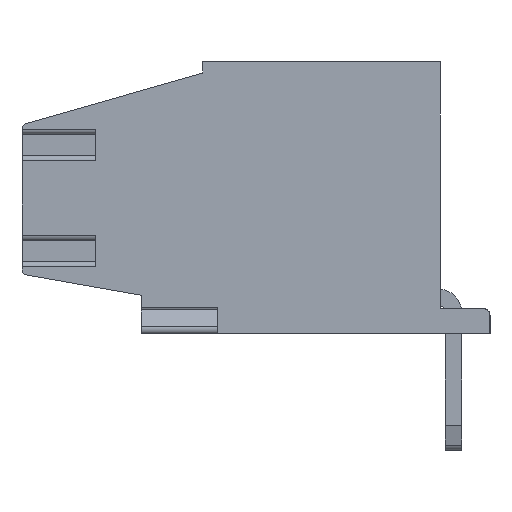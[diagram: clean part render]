
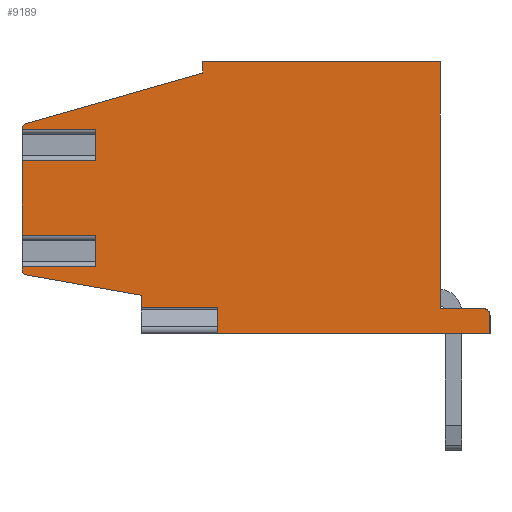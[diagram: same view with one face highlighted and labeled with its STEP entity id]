
A CAD part, left-side view. The second image highlights one B-rep face of the part: STEP entity #9189.
In plain terms, the highlighted planar face has unit normal (-1, 0, 0).
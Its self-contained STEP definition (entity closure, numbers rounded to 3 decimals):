
#2=DIRECTION('',(0.,0.,1.));
#3=VECTOR('',#2,0.8);
#4=CARTESIAN_POINT('',(-10.5,6.7,-8.2));
#5=LINE('',#4,#3);
#6=DIRECTION('',(0.,1.,0.));
#7=VECTOR('',#6,2.3);
#8=CARTESIAN_POINT('',(-10.5,6.7,-7.4));
#9=LINE('',#8,#7);
#10=DIRECTION('',(0.,0.,1.));
#11=VECTOR('',#10,0.365);
#12=CARTESIAN_POINT('',(-10.5,9.,-7.4));
#13=LINE('',#12,#11);
#14=DIRECTION('',(0.,0.985,0.174));
#15=VECTOR('',#14,3.53);
#16=CARTESIAN_POINT('',(-10.5,9.,-7.035));
#17=LINE('',#16,#15);
#18=CARTESIAN_POINT('',(-10.5,12.45,-6.274));
#19=DIRECTION('',(-1.,0.,0.));
#20=DIRECTION('',(0.,1.,0.));
#21=AXIS2_PLACEMENT_3D('',#18,#19,#20);
#23=DIRECTION('',(0.,0.,1.));
#24=VECTOR('',#23,0.103);
#25=CARTESIAN_POINT('',(-10.5,12.6,-6.274));
#26=LINE('',#25,#24);
#27=DIRECTION('',(0.,1.,0.));
#28=VECTOR('',#27,2.2);
#29=CARTESIAN_POINT('',(-10.5,10.4,-6.171));
#30=LINE('',#29,#28);
#31=DIRECTION('',(0.,0.,1.));
#32=VECTOR('',#31,0.942);
#33=CARTESIAN_POINT('',(-10.5,10.4,-6.171));
#34=LINE('',#33,#32);
#35=DIRECTION('',(0.,1.,0.));
#36=VECTOR('',#35,2.2);
#37=CARTESIAN_POINT('',(-10.5,10.4,-5.229));
#38=LINE('',#37,#36);
#39=DIRECTION('',(0.,0.,1.));
#40=VECTOR('',#39,2.258);
#41=CARTESIAN_POINT('',(-10.5,12.6,-5.229));
#42=LINE('',#41,#40);
#43=DIRECTION('',(0.,1.,0.));
#44=VECTOR('',#43,2.2);
#45=CARTESIAN_POINT('',(-10.5,10.4,-2.971));
#46=LINE('',#45,#44);
#47=DIRECTION('',(0.,0.,1.));
#48=VECTOR('',#47,0.942);
#49=CARTESIAN_POINT('',(-10.5,10.4,-2.971));
#50=LINE('',#49,#48);
#51=DIRECTION('',(0.,1.,0.));
#52=VECTOR('',#51,2.2);
#53=CARTESIAN_POINT('',(-10.5,10.4,-2.029));
#54=LINE('',#53,#52);
#55=DIRECTION('',(0.,0.,1.));
#56=VECTOR('',#55,0.016);
#57=CARTESIAN_POINT('',(-10.5,12.6,-2.029));
#58=LINE('',#57,#56);
#59=CARTESIAN_POINT('',(-10.5,12.45,-2.013));
#60=DIRECTION('',(1.,0.,0.));
#61=DIRECTION('',(0.,1.,0.));
#62=AXIS2_PLACEMENT_3D('',#59,#60,#61);
#64=DIRECTION('',(0.,-0.961,0.276));
#65=VECTOR('',#64,5.557);
#66=CARTESIAN_POINT('',(-10.5,12.491,-1.869));
#67=LINE('',#66,#65);
#68=DIRECTION('',(0.,0.,1.));
#69=VECTOR('',#68,0.337);
#70=CARTESIAN_POINT('',(-10.5,7.15,-0.337));
#71=LINE('',#70,#69);
#72=DIRECTION('',(0.,-1.,0.));
#73=VECTOR('',#72,7.15);
#74=CARTESIAN_POINT('',(-10.5,7.15,0.));
#75=LINE('',#74,#73);
#76=DIRECTION('',(0.,0.,-1.));
#77=VECTOR('',#76,7.436);
#78=CARTESIAN_POINT('',(-10.5,0.,0.));
#79=LINE('',#78,#77);
#80=DIRECTION('',(0.,-1.,0.));
#81=VECTOR('',#80,1.3);
#82=CARTESIAN_POINT('',(-10.5,0.,-7.436));
#83=LINE('',#82,#81);
#84=CARTESIAN_POINT('',(-10.5,-1.3,-7.636));
#85=DIRECTION('',(-1.,0.,0.));
#86=DIRECTION('',(0.,-1.,0.));
#87=AXIS2_PLACEMENT_3D('',#84,#85,#86);
#89=DIRECTION('',(0.,0.,-1.));
#90=VECTOR('',#89,0.564);
#91=CARTESIAN_POINT('',(-10.5,-1.5,-7.636));
#92=LINE('',#91,#90);
#93=DIRECTION('',(0.,1.,0.));
#94=VECTOR('',#93,8.2);
#95=CARTESIAN_POINT('',(-10.5,-1.5,-8.2));
#96=LINE('',#95,#94);
#7959=CARTESIAN_POINT('',(-10.5,12.6,-2.013));
#7960=CARTESIAN_POINT('',(-10.5,12.491,-1.869));
#7961=VERTEX_POINT('',#7959);
#7962=VERTEX_POINT('',#7960);
#7963=CARTESIAN_POINT('',(-10.5,7.15,-0.337));
#7964=VERTEX_POINT('',#7963);
#7965=CARTESIAN_POINT('',(-10.5,7.15,0.));
#7966=VERTEX_POINT('',#7965);
#7967=CARTESIAN_POINT('',(-10.5,0.,0.));
#7968=CARTESIAN_POINT('',(-10.5,0.,-7.436));
#7969=VERTEX_POINT('',#7967);
#7970=VERTEX_POINT('',#7968);
#7983=CARTESIAN_POINT('',(-10.5,9.,-7.035));
#7985=VERTEX_POINT('',#7983);
#8060=CARTESIAN_POINT('',(-10.5,6.7,-8.2));
#8062=VERTEX_POINT('',#8060);
#8104=CARTESIAN_POINT('',(-10.5,10.4,-6.171));
#8105=CARTESIAN_POINT('',(-10.5,10.4,-5.229));
#8106=VERTEX_POINT('',#8104);
#8107=VERTEX_POINT('',#8105);
#8108=CARTESIAN_POINT('',(-10.5,10.4,-2.971));
#8109=CARTESIAN_POINT('',(-10.5,10.4,-2.029));
#8110=VERTEX_POINT('',#8108);
#8111=VERTEX_POINT('',#8109);
#8112=CARTESIAN_POINT('',(-10.5,12.6,-2.971));
#8113=VERTEX_POINT('',#8112);
#8114=CARTESIAN_POINT('',(-10.5,12.6,-2.029));
#8115=VERTEX_POINT('',#8114);
#8116=CARTESIAN_POINT('',(-10.5,12.6,-6.171));
#8117=VERTEX_POINT('',#8116);
#8118=CARTESIAN_POINT('',(-10.5,12.6,-5.229));
#8119=VERTEX_POINT('',#8118);
#8214=CARTESIAN_POINT('',(-10.5,6.7,-7.4));
#8215=VERTEX_POINT('',#8214);
#8216=CARTESIAN_POINT('',(-10.5,9.,-7.4));
#8217=VERTEX_POINT('',#8216);
#8228=CARTESIAN_POINT('',(-10.5,-1.5,-8.2));
#8229=VERTEX_POINT('',#8228);
#8298=CARTESIAN_POINT('',(-10.5,-1.5,-7.636));
#8299=CARTESIAN_POINT('',(-10.5,-1.3,-7.436));
#8300=VERTEX_POINT('',#8298);
#8301=VERTEX_POINT('',#8299);
#8338=CARTESIAN_POINT('',(-10.5,12.6,-6.274));
#8339=CARTESIAN_POINT('',(-10.5,12.476,-6.422));
#8340=VERTEX_POINT('',#8338);
#8341=VERTEX_POINT('',#8339);
#9136=CARTESIAN_POINT('',(-10.5,0.,0.));
#9137=DIRECTION('',(1.,0.,0.));
#9138=DIRECTION('',(0.,-1.,0.));
#9139=AXIS2_PLACEMENT_3D('',#9136,#9137,#9138);
#9140=PLANE('',#9139);
#9142=ORIENTED_EDGE('',*,*,#9141,.T.);
#9144=ORIENTED_EDGE('',*,*,#9143,.T.);
#9146=ORIENTED_EDGE('',*,*,#9145,.T.);
#9148=ORIENTED_EDGE('',*,*,#9147,.T.);
#9150=ORIENTED_EDGE('',*,*,#9149,.F.);
#9152=ORIENTED_EDGE('',*,*,#9151,.T.);
#9154=ORIENTED_EDGE('',*,*,#9153,.F.);
#9156=ORIENTED_EDGE('',*,*,#9155,.T.);
#9158=ORIENTED_EDGE('',*,*,#9157,.T.);
#9160=ORIENTED_EDGE('',*,*,#9159,.T.);
#9162=ORIENTED_EDGE('',*,*,#9161,.F.);
#9164=ORIENTED_EDGE('',*,*,#9163,.T.);
#9166=ORIENTED_EDGE('',*,*,#9165,.T.);
#9168=ORIENTED_EDGE('',*,*,#9167,.T.);
#9170=ORIENTED_EDGE('',*,*,#9169,.T.);
#9172=ORIENTED_EDGE('',*,*,#9171,.T.);
#9174=ORIENTED_EDGE('',*,*,#9173,.T.);
#9176=ORIENTED_EDGE('',*,*,#9175,.T.);
#9178=ORIENTED_EDGE('',*,*,#9177,.T.);
#9180=ORIENTED_EDGE('',*,*,#9179,.T.);
#9182=ORIENTED_EDGE('',*,*,#9181,.F.);
#9184=ORIENTED_EDGE('',*,*,#9183,.T.);
#9186=ORIENTED_EDGE('',*,*,#9185,.T.);
#9187=EDGE_LOOP('',(#9142,#9144,#9146,#9148,#9150,#9152,#9154,#9156,#9158,#9160,
#9162,#9164,#9166,#9168,#9170,#9172,#9174,#9176,#9178,#9180,#9182,#9184,#9186));
#9188=FACE_OUTER_BOUND('',#9187,.F.);
#22=CIRCLE('',#21,0.15);
#63=CIRCLE('',#62,0.15);
#88=CIRCLE('',#87,0.2);
#9141=EDGE_CURVE('',#8062,#8215,#5,.T.);
#9143=EDGE_CURVE('',#8215,#8217,#9,.T.);
#9145=EDGE_CURVE('',#8217,#7985,#13,.T.);
#9147=EDGE_CURVE('',#7985,#8341,#17,.T.);
#9149=EDGE_CURVE('',#8340,#8341,#22,.T.);
#9151=EDGE_CURVE('',#8340,#8117,#26,.T.);
#9153=EDGE_CURVE('',#8106,#8117,#30,.T.);
#9155=EDGE_CURVE('',#8106,#8107,#34,.T.);
#9157=EDGE_CURVE('',#8107,#8119,#38,.T.);
#9159=EDGE_CURVE('',#8119,#8113,#42,.T.);
#9161=EDGE_CURVE('',#8110,#8113,#46,.T.);
#9163=EDGE_CURVE('',#8110,#8111,#50,.T.);
#9165=EDGE_CURVE('',#8111,#8115,#54,.T.);
#9167=EDGE_CURVE('',#8115,#7961,#58,.T.);
#9169=EDGE_CURVE('',#7961,#7962,#63,.T.);
#9171=EDGE_CURVE('',#7962,#7964,#67,.T.);
#9173=EDGE_CURVE('',#7964,#7966,#71,.T.);
#9175=EDGE_CURVE('',#7966,#7969,#75,.T.);
#9177=EDGE_CURVE('',#7969,#7970,#79,.T.);
#9179=EDGE_CURVE('',#7970,#8301,#83,.T.);
#9181=EDGE_CURVE('',#8300,#8301,#88,.T.);
#9183=EDGE_CURVE('',#8300,#8229,#92,.T.);
#9185=EDGE_CURVE('',#8229,#8062,#96,.T.);
#9189=ADVANCED_FACE('',(#9188),#9140,.F.);
